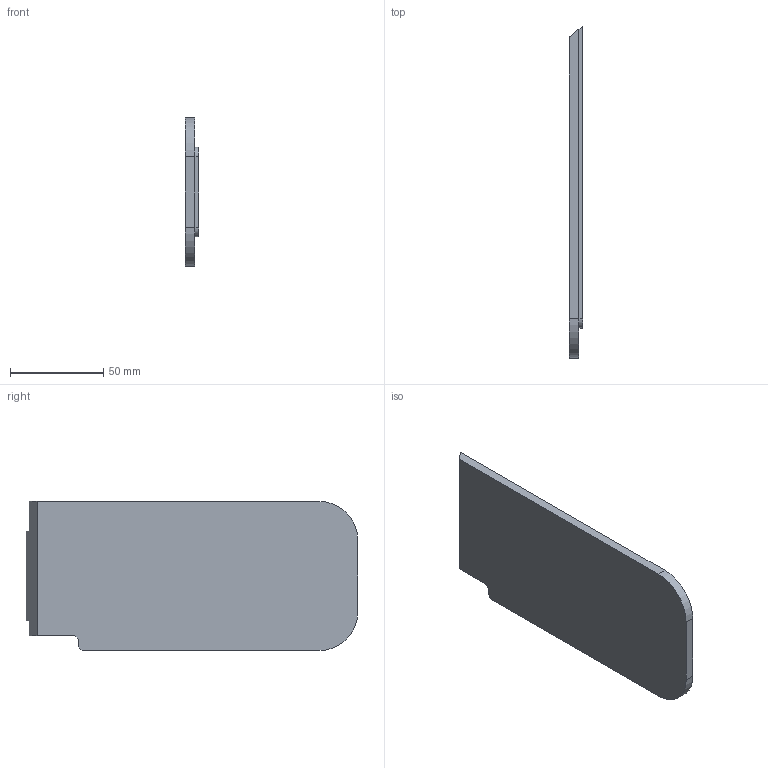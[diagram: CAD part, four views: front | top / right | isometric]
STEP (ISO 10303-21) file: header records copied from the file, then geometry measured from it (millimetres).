
FILE_DESCRIPTION(/* description */ (''),/* implementation_level */ '2;1');
FILE_NAME(/* name */ 'DustCover_Left.step',/* time_stamp */ '2021-08-05T09:19:44-05:00',/* author */ (''),/* organization */ (''),/* preprocessor_version */ 'ST-DEVELOPER v18.1',/* originating_system */ 'Autodesk Translation Framework v10.9.0.1377',/* authorisation */ '');
FILE_SCHEMA (('AUTOMOTIVE_DESIGN { 1 0 10303 214 3 1 1 }'));
Length unit declared in the file: millimetre
Products named in the file (1): DustCover_Left
Bounding box: 7 x 177.94 x 80 mm (x, y, z)
Volume: 82365.3 mm3; surface area: 30903.1 mm2
Topology: 1 solids, 1 shells, 28 faces, 63 edges, 42 vertices
Faces by surface type: plane 19, cylinder 9
Full cylindrical faces by diameter (mm): 10.2 x5
Entity records: 825 total; most frequent: DIRECTION 139, CARTESIAN_POINT 134, ORIENTED_EDGE 126, EDGE_CURVE 63, AXIS2_PLACEMENT_3D 47, LINE 45, VECTOR 45, VERTEX_POINT 42
